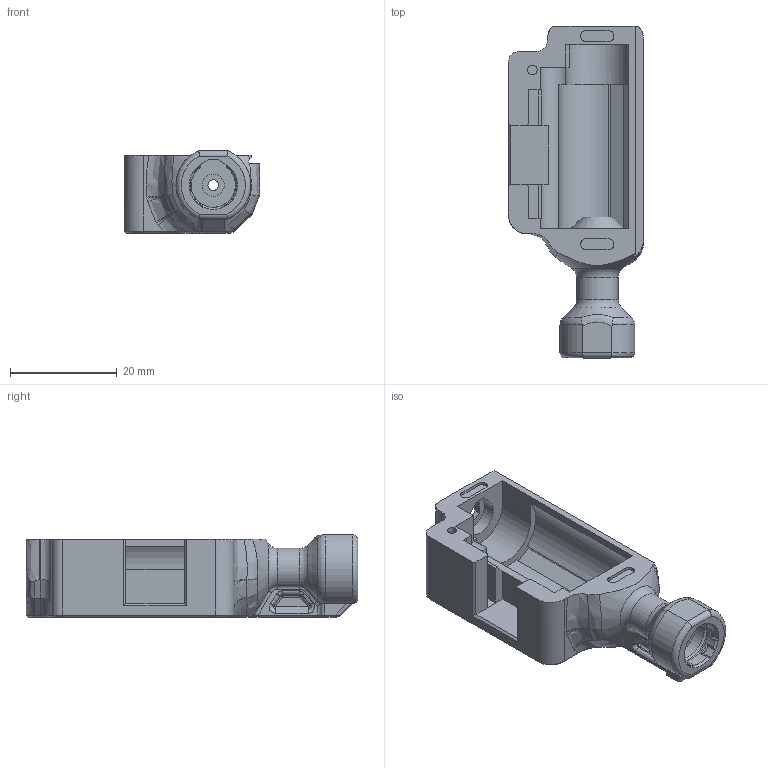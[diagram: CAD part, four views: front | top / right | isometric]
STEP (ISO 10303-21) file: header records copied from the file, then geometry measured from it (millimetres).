
FILE_DESCRIPTION(/* description */ (''),/* implementation_level */ '2;1');
FILE_NAME(/* name */ 'Stumpy PSF MK II Case.step',/* time_stamp */ '2026-01-08T16:36:48+13:00',/* author */ (''),/* organization */ (''),/* preprocessor_version */ 'ST-DEVELOPER v20.1',/* originating_system */ 'Autodesk Translation Framework v14.21.0.0',/* authorisation */ '');
FILE_SCHEMA (('AUTOMOTIVE_DESIGN { 1 0 10303 214 3 1 1 }'));
Length unit declared in the file: millimetre
Products named in the file (1): Stumpy PSF MK II Case
Bounding box: 25.32 x 62.2 x 15.44 mm (x, y, z)
Volume: 8492.6 mm3; surface area: 6465.6 mm2
Topology: 1 solids, 1 shells, 331 faces, 869 edges, 543 vertices
Faces by surface type: plane 128, bspline 94, cylinder 76, cone 23, torus 6, sphere 4
Full cylindrical faces by diameter (mm): 1.8 x1, 2 x1, 4.15 x1
Entity records: 12616 total; most frequent: CARTESIAN_POINT 5144, ORIENTED_EDGE 1726, DIRECTION 1278, EDGE_CURVE 863, VERTEX_POINT 543, AXIS2_PLACEMENT_3D 444, LINE 390, VECTOR 390
